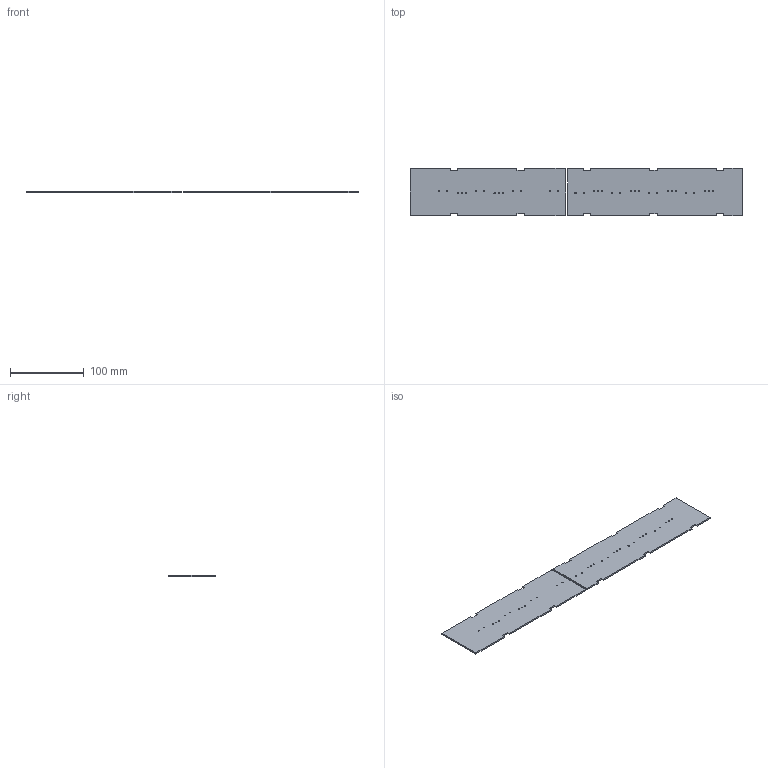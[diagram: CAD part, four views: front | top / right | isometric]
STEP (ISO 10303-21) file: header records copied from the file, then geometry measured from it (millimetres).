
FILE_DESCRIPTION(('Open CASCADE Model'),'2;1');
FILE_NAME('Open CASCADE Shape Model','2021-11-01T12:53:54',('Author'),( 'Open CASCADE'),'Open CASCADE STEP processor 6.8','Open CASCADE 6.8' ,'Unknown');
FILE_SCHEMA(('AUTOMOTIVE_DESIGN_CC2 { 1 2 10303 214 -1 1 5 4 }'));
Length unit declared in the file: millimetre
Products named in the file (1): PCB
Bounding box: 450 x 65 x 2.02 mm (x, y, z)
Volume: 58038.6 mm3; surface area: 60217.2 mm2
Topology: 2 solids, 2 shells, 131 faces, 381 edges, 254 vertices
Faces by surface type: plane 92, cylinder 39
Full cylindrical faces by diameter (mm): 1.45 x34
Entity records: 9660 total; most frequent: CARTESIAN_POINT 1997, DIRECTION 1407, LINE 987, VECTOR 987, ORIENTED_EDGE 762, PCURVE 762, DEFINITIONAL_REPRESENTATION 762, EDGE_CURVE 381
